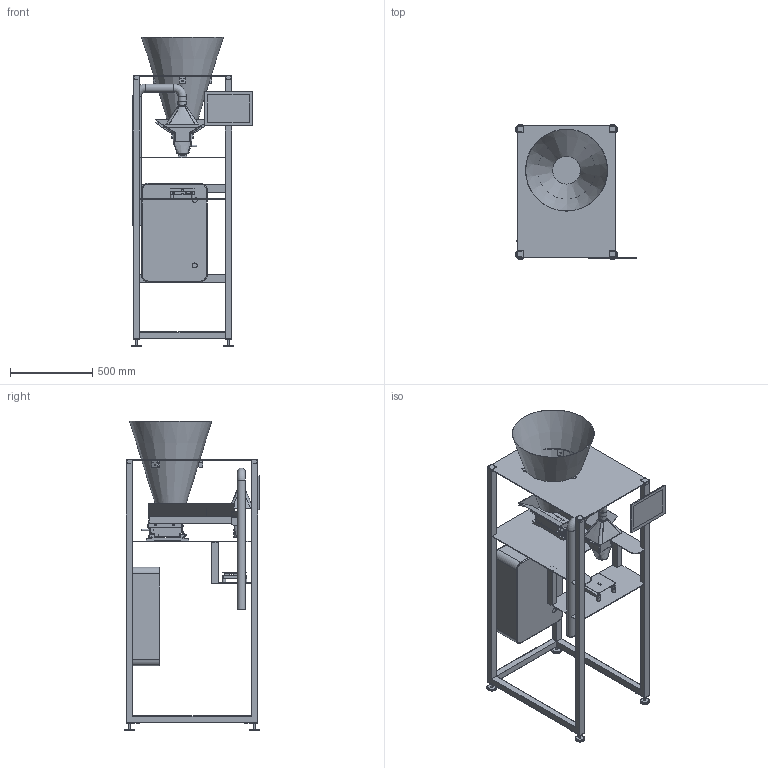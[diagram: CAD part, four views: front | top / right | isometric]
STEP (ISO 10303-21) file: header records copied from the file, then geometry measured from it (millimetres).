
FILE_DESCRIPTION(/* description */ (''),/* implementation_level */ '2;1');
FILE_NAME(/* name */ 'VibroDoser v37.step',/* time_stamp */ '2024-01-03T15:04:03+01:00',/* author */ (''),/* organization */ (''),/* preprocessor_version */ 'ST-DEVELOPER v20',/* originating_system */ 'Autodesk Translation Framework v12.14.0.127',/* authorisation */ '');
FILE_SCHEMA (('AUTOMOTIVE_DESIGN { 1 0 10303 214 3 1 1 }'));
Length unit declared in the file: millimetre
Products named in the file (25): VibroDoser; Schaltschrank; Rahmen; FrameMidPlate; FrameFunnelPlate; ScaleFramePlate; Fuss; Fuss_1; Fuss_2; Fuss_3; FootPlate; Trichter_groß; Tablet_Lenovo_X1; 50259276 Linear feeder HLF25-M -with collision space; _50259276 Linear feeder HLF25-M1; _50259276 Linear feeder HLF25-M2; RinneRund; ScaleAssembly; ScaleBase; LoadCell; ScalePlate; PipeCover4040; FunnelHolder; SuctionPipe; SuctionFunnel
Assembly tree (32 placements, depth 4):
  VibroDoser
    Schaltschrank
    Rahmen
      FrameMidPlate
      FrameFunnelPlate
      ScaleFramePlate
      Fuss
        FootPlate
      Fuss_1
        FootPlate
      Fuss_2
        FootPlate
      Fuss_3
        FootPlate
    Trichter_groß
    Tablet_Lenovo_X1
    50259276 Linear feeder HLF25-M -with collision space
      _50259276 Linear feeder HLF25-M1
      _50259276 Linear feeder HLF25-M2
      RinneRund
    ScaleAssembly
      ScaleBase
      LoadCell
      ScalePlate
    PipeCover4040  x4
    FunnelHolder  x3
    SuctionPipe
      SuctionFunnel
Bounding box: 735.5 x 820 x 1885 mm (x, y, z)
Volume: 57672598.5 mm3; surface area: 8613592.2 mm2
Topology: 40 solids, 40 shells, 1360 faces, 3441 edges, 2235 vertices
Faces by surface type: plane 787, cylinder 433, bspline 68, torus 55, cone 13, sphere 4
Full cylindrical faces by diameter (mm): 2.5 x4, 3.2 x2, 3.332 x4, 3.5 x4, 4 x13, 4.2 x2, 4.5 x8, 4.917 x8, 5 x10, 5.2 x3, 5.5 x2, 6 x5, 6.2 x4, 6.6 x8, 6.8 x6, 7 x6, 8 x6, 8.5 x12, 9 x4, 10 x12, 11 x4, 12 x10, 17 x4, 20 x4, 30 x2, 44 x3, 46.5 x1, 50 x3, 50.5 x1, 60 x4
Entity records: 40409 total; most frequent: CARTESIAN_POINT 9435, DIRECTION 6188, ORIENTED_EDGE 6096, EDGE_CURVE 3048, AXIS2_PLACEMENT_3D 2066, LINE 2056, VECTOR 2056, VERTEX_POINT 1977
